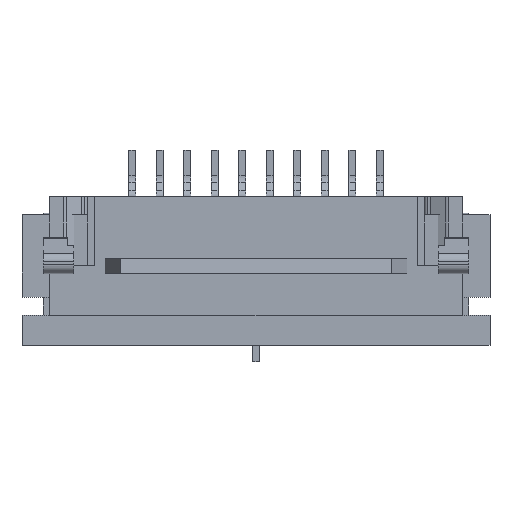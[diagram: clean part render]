
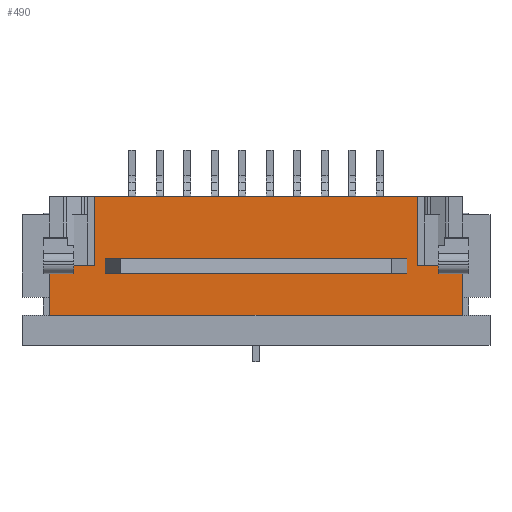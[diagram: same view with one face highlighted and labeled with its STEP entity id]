
A CAD part, top view. The second image highlights one B-rep face of the part: STEP entity #490.
In plain terms, the highlighted planar face has unit normal (0, 0, 1).
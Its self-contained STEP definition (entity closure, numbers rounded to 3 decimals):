
#490 = ADVANCED_FACE( '', ( #1123 ), #1124, .F. );
#1123 = FACE_OUTER_BOUND( '', #1907, .T. );
#1124 = PLANE( '', #1908 );
#1907 = EDGE_LOOP( '', ( #2839, #2840, #2841, #2842, #2843, #2844, #2845, #2846 ) );
#1908 = AXIS2_PLACEMENT_3D( '', #2847, #2848, #2849 );
#2839 = ORIENTED_EDGE( '', *, *, #6006, .T. );
#2840 = ORIENTED_EDGE( '', *, *, #6007, .F. );
#2841 = ORIENTED_EDGE( '', *, *, #6008, .T. );
#2842 = ORIENTED_EDGE( '', *, *, #6009, .F. );
#2843 = ORIENTED_EDGE( '', *, *, #6010, .F. );
#2844 = ORIENTED_EDGE( '', *, *, #6011, .F. );
#2845 = ORIENTED_EDGE( '', *, *, #5980, .F. );
#2846 = ORIENTED_EDGE( '', *, *, #6004, .T. );
#2847 = CARTESIAN_POINT( '', ( 7.5, -2.15, 1.5 ) );
#2848 = DIRECTION( '', ( 0., 0., -1. ) );
#2849 = DIRECTION( '', ( -1., 0., 0. ) );
#5980 = EDGE_CURVE( '', #7158, #7160, #7161, .T. );
#6004 = EDGE_CURVE( '', #7158, #7202, #7204, .T. );
#6006 = EDGE_CURVE( '', #7202, #7206, #7207, .T. );
#6007 = EDGE_CURVE( '', #7208, #7206, #7209, .T. );
#6008 = EDGE_CURVE( '', #7208, #7210, #7211, .T. );
#6009 = EDGE_CURVE( '', #7212, #7210, #7213, .T. );
#6010 = EDGE_CURVE( '', #7214, #7212, #7215, .T. );
#6011 = EDGE_CURVE( '', #7160, #7214, #7216, .T. );
#7158 = VERTEX_POINT( '', #8839 );
#7160 = VERTEX_POINT( '', #8842 );
#7161 = LINE( '', #8843, #8844 );
#7202 = VERTEX_POINT( '', #8902 );
#7204 = LINE( '', #8905, #8906 );
#7206 = VERTEX_POINT( '', #8909 );
#7207 = LINE( '', #8910, #8911 );
#7208 = VERTEX_POINT( '', #8912 );
#7209 = LINE( '', #8913, #8914 );
#7210 = VERTEX_POINT( '', #8915 );
#7211 = LINE( '', #8916, #8917 );
#7212 = VERTEX_POINT( '', #8918 );
#7213 = LINE( '', #8919, #8920 );
#7214 = VERTEX_POINT( '', #8921 );
#7215 = LINE( '', #8922, #8923 );
#7216 = LINE( '', #8924, #8925 );
#8839 = CARTESIAN_POINT( '', ( 7.5, -2.15, 1.5 ) );
#8842 = CARTESIAN_POINT( '', ( -7.5, -2.15, 1.5 ) );
#8843 = CARTESIAN_POINT( '', ( 7.5, -2.15, 1.5 ) );
#8844 = VECTOR( '', #11169, 1000. );
#8902 = CARTESIAN_POINT( '', ( 7.5, -0.35, 1.5 ) );
#8905 = CARTESIAN_POINT( '', ( 7.5, -2.15, 1.5 ) );
#8906 = VECTOR( '', #11203, 1000. );
#8909 = CARTESIAN_POINT( '', ( 5.85, -0.35, 1.5 ) );
#8910 = CARTESIAN_POINT( '', ( 5.85, -0.35, 1.5 ) );
#8911 = VECTOR( '', #11205, 1000. );
#8912 = CARTESIAN_POINT( '', ( 5.85, 2.15, 1.5 ) );
#8913 = CARTESIAN_POINT( '', ( 5.85, 15.872, 1.5 ) );
#8914 = VECTOR( '', #11206, 1000. );
#8915 = CARTESIAN_POINT( '', ( -5.85, 2.15, 1.5 ) );
#8916 = CARTESIAN_POINT( '', ( 7.5, 2.15, 1.5 ) );
#8917 = VECTOR( '', #11207, 1000. );
#8918 = CARTESIAN_POINT( '', ( -5.85, -0.35, 1.5 ) );
#8919 = CARTESIAN_POINT( '', ( -5.85, -2.15, 1.5 ) );
#8920 = VECTOR( '', #11208, 1000. );
#8921 = CARTESIAN_POINT( '', ( -7.5, -0.35, 1.5 ) );
#8922 = CARTESIAN_POINT( '', ( -5.85, -0.35, 1.5 ) );
#8923 = VECTOR( '', #11209, 1000. );
#8924 = CARTESIAN_POINT( '', ( -7.5, -2.15, 1.5 ) );
#8925 = VECTOR( '', #11210, 1000. );
#11169 = DIRECTION( '', ( -1., 0., 0. ) );
#11203 = DIRECTION( '', ( 0., 1., 0. ) );
#11205 = DIRECTION( '', ( -1., 0., 0. ) );
#11206 = DIRECTION( '', ( 0., -1., 0. ) );
#11207 = DIRECTION( '', ( -1., 0., 0. ) );
#11208 = DIRECTION( '', ( 0., 1., 0. ) );
#11209 = DIRECTION( '', ( 1., 0., 0. ) );
#11210 = DIRECTION( '', ( 0., 1., 0. ) );
